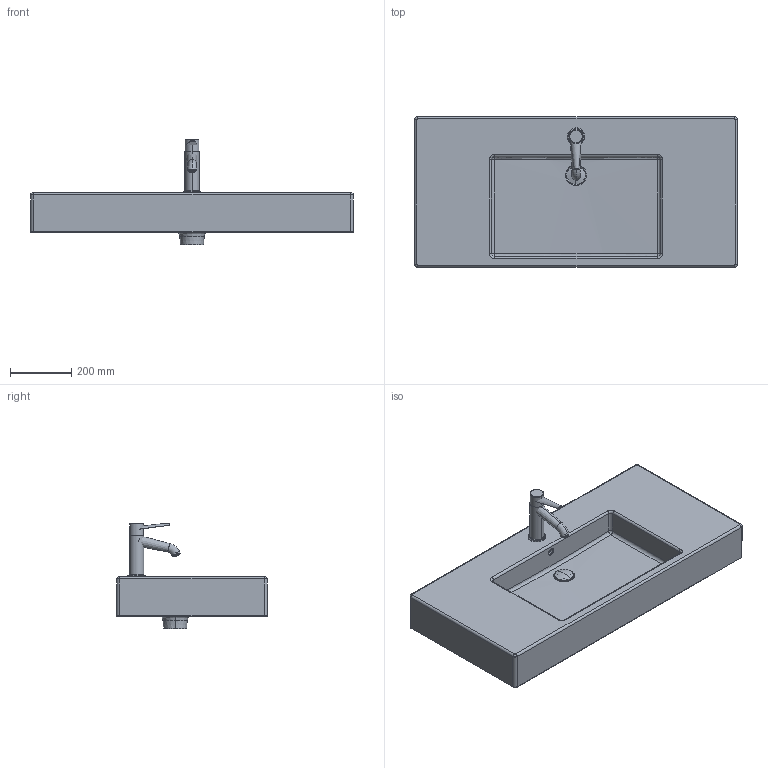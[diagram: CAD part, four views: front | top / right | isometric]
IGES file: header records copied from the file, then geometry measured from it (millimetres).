
Global section: file name: No Iges File Name specified; native system: AutoDesk Inventor R11.0; preprocessor: AutoDesk Inventor Iges Exporter R11.0; author: No Author specified; organization: No Organization specified; date: 20071005.144019; units: millimetre
Bounding box: 1050 x 490 x 344.77 mm (x, y, z)
Volume: 38632138.3 mm3; surface area: 1854273.1 mm2
Topology: 7 solids, 7 shells, 202 faces, 479 edges, 284 vertices
Faces by surface type: plane 44, cylinder 43, revolution 42, torus 36, bspline 31, cone 6
